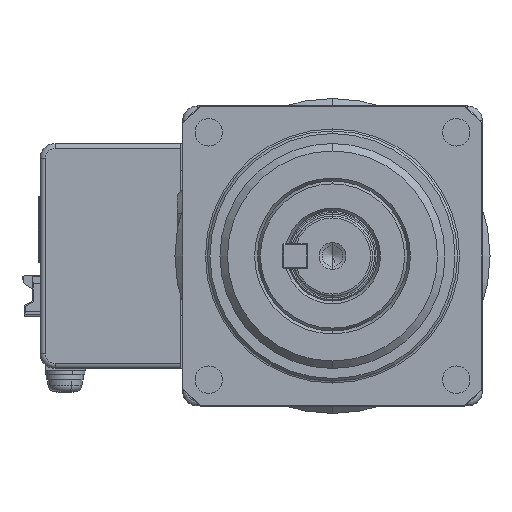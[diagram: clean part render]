
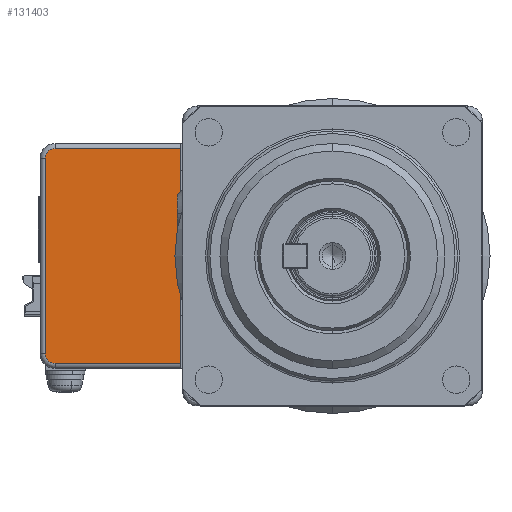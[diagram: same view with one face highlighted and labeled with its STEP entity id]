
A CAD part, left-side view. The second image highlights one B-rep face of the part: STEP entity #131403.
In plain terms, the highlighted planar face has unit normal (-1, 0, 0).
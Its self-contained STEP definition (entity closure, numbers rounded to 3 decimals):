
#453 = VERTEX_POINT ( 'NONE', #11960 ) ;
#521 = LINE ( 'NONE', #62623, #110148 ) ;
#2525 = CIRCLE ( 'NONE', #27231, 2. ) ;
#3904 = ORIENTED_EDGE ( 'NONE', *, *, #56249, .T. ) ;
#7044 = DIRECTION ( 'NONE',  ( -1., 0., 0. ) ) ;
#9851 = EDGE_CURVE ( 'NONE', #64365, #55753, #116904, .T. ) ;
#10981 = ORIENTED_EDGE ( 'NONE', *, *, #86557, .T. ) ;
#11960 = CARTESIAN_POINT ( 'NONE',  ( -47., 60.5, -8.5 ) ) ;
#12754 = ORIENTED_EDGE ( 'NONE', *, *, #27176, .T. ) ;
#20070 = DIRECTION ( 'NONE',  ( 0., 1., 0. ) ) ;
#27176 = EDGE_CURVE ( 'NONE', #55753, #45210, #70054, .T. ) ;
#27231 = AXIS2_PLACEMENT_3D ( 'NONE', #60529, #7044, #92529 ) ;
#30906 = EDGE_CURVE ( 'NONE', #45210, #77730, #2525, .T. ) ;
#32278 = AXIS2_PLACEMENT_3D ( 'NONE', #78664, #131639, #122283 ) ;
#35042 = DIRECTION ( 'NONE',  ( 0., 0., -1. ) ) ;
#37616 = CARTESIAN_POINT ( 'NONE',  ( -47., 87.5, -49.5 ) ) ;
#37757 = EDGE_CURVE ( 'NONE', #453, #92835, #521, .T. ) ;
#45154 = LINE ( 'NONE', #60474, #123109 ) ;
#45210 = VERTEX_POINT ( 'NONE', #37616 ) ;
#52532 = FACE_OUTER_BOUND ( 'NONE', #89127, .T. ) ;
#55753 = VERTEX_POINT ( 'NONE', #95008 ) ;
#56249 = EDGE_CURVE ( 'NONE', #453, #64365, #128909, .T. ) ;
#56279 = CARTESIAN_POINT ( 'NONE',  ( -47., 85.5, -8.5 ) ) ;
#59712 = ORIENTED_EDGE ( 'NONE', *, *, #9851, .T. ) ;
#60474 = CARTESIAN_POINT ( 'NONE',  ( -47., 0., -51.5 ) ) ;
#60529 = CARTESIAN_POINT ( 'NONE',  ( -47., 85.5, -49.5 ) ) ;
#62623 = CARTESIAN_POINT ( 'NONE',  ( -47., 60.5, 0. ) ) ;
#62987 = ORIENTED_EDGE ( 'NONE', *, *, #37757, .F. ) ;
#63979 = DIRECTION ( 'NONE',  ( 0., -1., 0. ) ) ;
#64365 = VERTEX_POINT ( 'NONE', #56279 ) ;
#69788 = DIRECTION ( 'NONE',  ( 0., 0., -1. ) ) ;
#70054 = LINE ( 'NONE', #118597, #94994 ) ;
#77730 = VERTEX_POINT ( 'NONE', #95984 ) ;
#78664 = CARTESIAN_POINT ( 'NONE',  ( -47., 0., 0. ) ) ;
#79509 = CARTESIAN_POINT ( 'NONE',  ( -47., 85.5, -10.5 ) ) ;
#86557 = EDGE_CURVE ( 'NONE', #77730, #92835, #45154, .T. ) ;
#89127 = EDGE_LOOP ( 'NONE', ( #62987, #3904, #59712, #12754, #95565, #10981 ) ) ;
#92529 = DIRECTION ( 'NONE',  ( 0., 0., -1. ) ) ;
#92835 = VERTEX_POINT ( 'NONE', #128771 ) ;
#94994 = VECTOR ( 'NONE', #35042, 1000. ) ;
#95008 = CARTESIAN_POINT ( 'NONE',  ( -47., 87.5, -10.5 ) ) ;
#95565 = ORIENTED_EDGE ( 'NONE', *, *, #30906, .T. ) ;
#95984 = CARTESIAN_POINT ( 'NONE',  ( -47., 85.5, -51.5 ) ) ;
#104804 = DIRECTION ( 'NONE',  ( 0., 0., -1. ) ) ;
#104996 = AXIS2_PLACEMENT_3D ( 'NONE', #79509, #132458, #69788 ) ;
#108895 = VECTOR ( 'NONE', #20070, 1000. ) ;
#110148 = VECTOR ( 'NONE', #104804, 1000. ) ;
#110258 = PLANE ( 'NONE',  #32278 ) ;
#113417 = CARTESIAN_POINT ( 'NONE',  ( -47., 85.5, -8.5 ) ) ;
#116904 = CIRCLE ( 'NONE', #104996, 2. ) ;
#118597 = CARTESIAN_POINT ( 'NONE',  ( -47., 87.5, 0. ) ) ;
#122283 = DIRECTION ( 'NONE',  ( 0., 0., -1. ) ) ;
#123109 = VECTOR ( 'NONE', #63979, 1000. ) ;
#128771 = CARTESIAN_POINT ( 'NONE',  ( -47., 60.5, -51.5 ) ) ;
#128909 = LINE ( 'NONE', #113417, #108895 ) ;
#131403 = ADVANCED_FACE ( 'NONE', ( #52532 ), #110258, .F. ) ;
#131639 = DIRECTION ( 'NONE',  ( 1., 0., 0. ) ) ;
#132458 = DIRECTION ( 'NONE',  ( -1., 0., 0. ) ) ;
